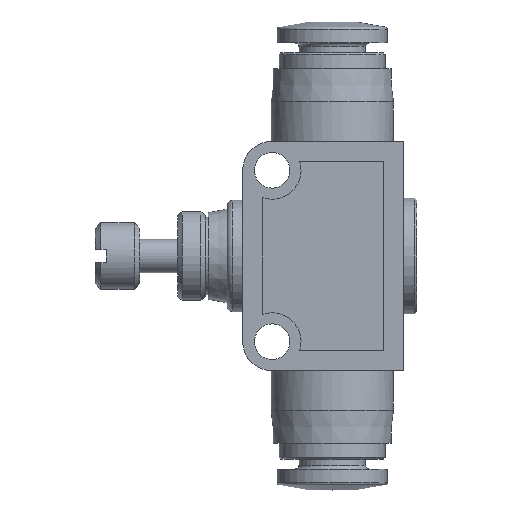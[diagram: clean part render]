
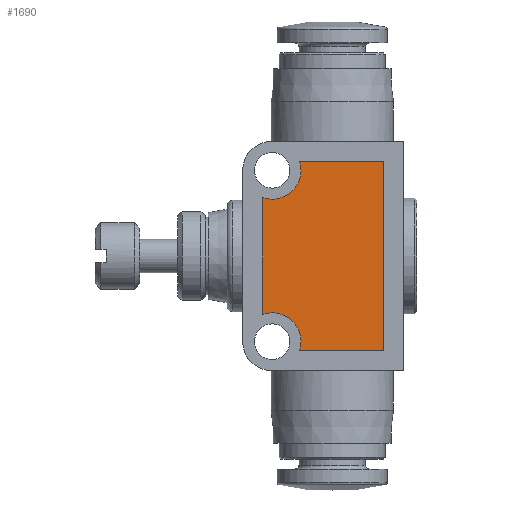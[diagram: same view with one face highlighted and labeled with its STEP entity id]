
A CAD part, left-side view. The second image highlights one B-rep face of the part: STEP entity #1690.
In plain terms, the highlighted planar face has unit normal (-1, 0, 0).
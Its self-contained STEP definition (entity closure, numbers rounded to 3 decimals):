
#96=LINE('',#2521,#148);
#99=LINE('',#2529,#151);
#101=LINE('',#2533,#153);
#102=LINE('',#2535,#154);
#148=VECTOR('',#2180,1000.);
#151=VECTOR('',#2189,1000.);
#153=VECTOR('',#2193,1000.);
#154=VECTOR('',#2196,1000.);
#188=PLANE('',#1847);
#432=ORIENTED_EDGE('',*,*,#575,.T.);
#433=ORIENTED_EDGE('',*,*,#578,.F.);
#434=ORIENTED_EDGE('',*,*,#580,.T.);
#435=ORIENTED_EDGE('',*,*,#582,.F.);
#436=ORIENTED_EDGE('',*,*,#584,.F.);
#437=ORIENTED_EDGE('',*,*,#585,.F.);
#575=EDGE_CURVE('',#687,#686,#762,.T.);
#578=EDGE_CURVE('',#688,#686,#96,.T.);
#580=EDGE_CURVE('',#688,#689,#763,.T.);
#582=EDGE_CURVE('',#690,#689,#99,.T.);
#584=EDGE_CURVE('',#691,#690,#101,.T.);
#585=EDGE_CURVE('',#687,#691,#102,.T.);
#686=VERTEX_POINT('',#2514);
#687=VERTEX_POINT('',#2516);
#688=VERTEX_POINT('',#2520);
#689=VERTEX_POINT('',#2524);
#690=VERTEX_POINT('',#2528);
#691=VERTEX_POINT('',#2532);
#762=CIRCLE('',#1840,2.6);
#763=CIRCLE('',#1843,2.6);
#894=EDGE_LOOP('',(#432,#433,#434,#435,#436,#437));
#1032=FACE_BOUND('',#894,.T.);
#1690=ADVANCED_FACE('',(#1032),#188,.F.);
#1840=AXIS2_PLACEMENT_3D('',#2515,#2174,#2175);
#1843=AXIS2_PLACEMENT_3D('',#2525,#2184,#2185);
#1847=AXIS2_PLACEMENT_3D('',#2536,#2197,#2198);
#2174=DIRECTION('',(1.,0.,0.));
#2175=DIRECTION('',(0.,0.,-1.));
#2180=DIRECTION('',(0.,0.,1.));
#2184=DIRECTION('',(1.,0.,0.));
#2185=DIRECTION('',(0.,0.,-1.));
#2189=DIRECTION('',(0.,1.,0.));
#2193=DIRECTION('',(0.,0.,-1.));
#2196=DIRECTION('',(0.,-1.,0.));
#2197=DIRECTION('',(1.,0.,0.));
#2198=DIRECTION('',(0.,0.,-1.));
#2514=CARTESIAN_POINT('',(-5.8,6.25,5.243));
#2515=CARTESIAN_POINT('',(-5.8,5.4,7.7));
#2516=CARTESIAN_POINT('',(-5.8,2.926,8.5));
#2520=CARTESIAN_POINT('',(-5.8,6.25,-5.243));
#2521=CARTESIAN_POINT('',(-5.8,6.25,-5.243));
#2524=CARTESIAN_POINT('',(-5.8,2.926,-8.5));
#2525=CARTESIAN_POINT('',(-5.8,5.4,-7.7));
#2528=CARTESIAN_POINT('',(-5.8,-4.65,-8.5));
#2529=CARTESIAN_POINT('',(-5.8,-4.65,-8.5));
#2532=CARTESIAN_POINT('',(-5.8,-4.65,8.5));
#2533=CARTESIAN_POINT('',(-5.8,-4.65,8.5));
#2535=CARTESIAN_POINT('',(-5.8,2.926,8.5));
#2536=CARTESIAN_POINT('',(-5.8,5.4,7.7));
